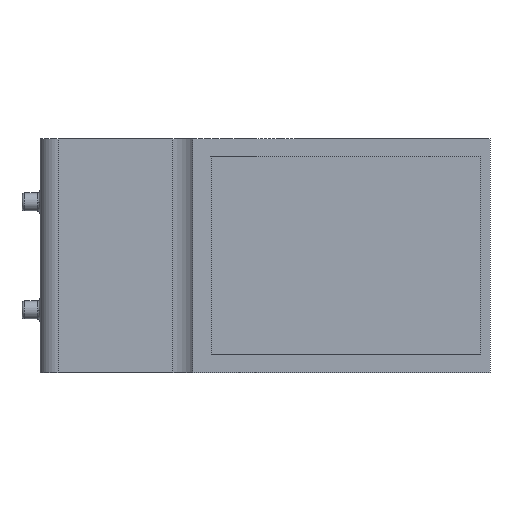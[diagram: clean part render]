
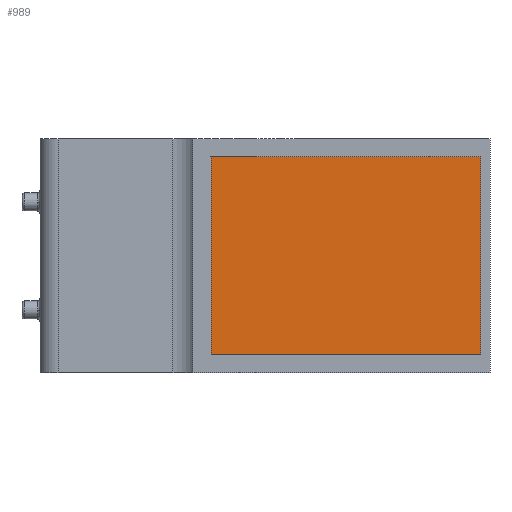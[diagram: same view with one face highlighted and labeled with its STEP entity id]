
A CAD part, left-side view. The second image highlights one B-rep face of the part: STEP entity #989.
In plain terms, the highlighted planar face has unit normal (-1, 0, 0).
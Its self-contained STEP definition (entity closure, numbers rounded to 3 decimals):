
#13 = VERTEX_POINT ( 'NONE', #1051 ) ;
#102 = CARTESIAN_POINT ( 'NONE',  ( 1., -19., 11. ) ) ;
#322 = EDGE_CURVE ( 'NONE', #13, #1159, #1007, .T. ) ;
#344 = EDGE_LOOP ( 'NONE', ( #808, #371, #524, #1363 ) ) ;
#371 = ORIENTED_EDGE ( 'NONE', *, *, #807, .T. ) ;
#374 = LINE ( 'NONE', #1076, #517 ) ;
#418 = VERTEX_POINT ( 'NONE', #964 ) ;
#423 = CARTESIAN_POINT ( 'NONE',  ( 1., -49., 11. ) ) ;
#431 = CARTESIAN_POINT ( 'NONE',  ( 1., -19., 11. ) ) ;
#516 = DIRECTION ( 'NONE',  ( 0., 0., 1. ) ) ;
#517 = VECTOR ( 'NONE', #1433, 1000. ) ;
#522 = FACE_OUTER_BOUND ( 'NONE', #344, .T. ) ;
#524 = ORIENTED_EDGE ( 'NONE', *, *, #557, .T. ) ;
#557 = EDGE_CURVE ( 'NONE', #418, #13, #1364, .T. ) ;
#588 = AXIS2_PLACEMENT_3D ( 'NONE', #1117, #1464, #752 ) ;
#752 = DIRECTION ( 'NONE',  ( 0., -1., 0. ) ) ;
#797 = CARTESIAN_POINT ( 'NONE',  ( 1., -19., -11. ) ) ;
#807 = EDGE_CURVE ( 'NONE', #1456, #418, #374, .T. ) ;
#808 = ORIENTED_EDGE ( 'NONE', *, *, #1485, .T. ) ;
#866 = VECTOR ( 'NONE', #1239, 1000. ) ;
#888 = CARTESIAN_POINT ( 'NONE',  ( 1., -49., -11. ) ) ;
#906 = DIRECTION ( 'NONE',  ( 0., 1., 0. ) ) ;
#964 = CARTESIAN_POINT ( 'NONE',  ( 1., -49., -11. ) ) ;
#986 = PLANE ( 'NONE',  #588 ) ;
#989 = ADVANCED_FACE ( 'NONE', ( #522 ), #986, .T. ) ;
#1007 = LINE ( 'NONE', #423, #1529 ) ;
#1015 = LINE ( 'NONE', #431, #866 ) ;
#1051 = CARTESIAN_POINT ( 'NONE',  ( 1., -49., 11. ) ) ;
#1076 = CARTESIAN_POINT ( 'NONE',  ( 1., -19., -11. ) ) ;
#1117 = CARTESIAN_POINT ( 'NONE',  ( 1., 0., 0. ) ) ;
#1159 = VERTEX_POINT ( 'NONE', #102 ) ;
#1239 = DIRECTION ( 'NONE',  ( 0., 0., -1. ) ) ;
#1363 = ORIENTED_EDGE ( 'NONE', *, *, #322, .T. ) ;
#1364 = LINE ( 'NONE', #888, #1477 ) ;
#1433 = DIRECTION ( 'NONE',  ( 0., -1., 0. ) ) ;
#1456 = VERTEX_POINT ( 'NONE', #797 ) ;
#1464 = DIRECTION ( 'NONE',  ( -1., 0., 0. ) ) ;
#1477 = VECTOR ( 'NONE', #516, 1000. ) ;
#1485 = EDGE_CURVE ( 'NONE', #1159, #1456, #1015, .T. ) ;
#1529 = VECTOR ( 'NONE', #906, 1000. ) ;
